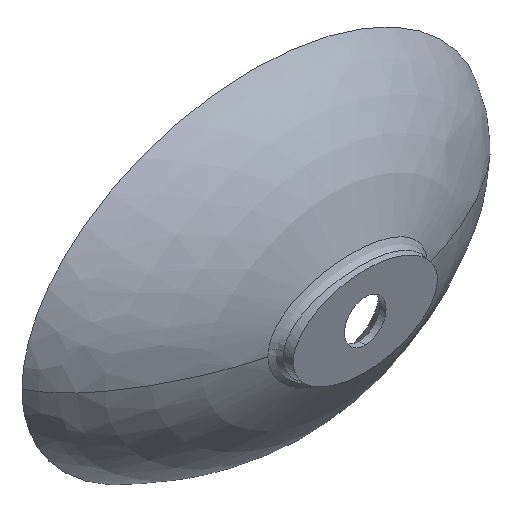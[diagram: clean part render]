
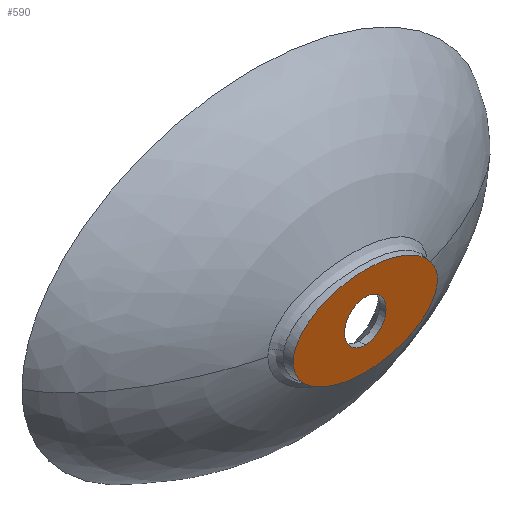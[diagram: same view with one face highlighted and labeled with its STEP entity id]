
A CAD part, isometric view. The second image highlights one B-rep face of the part: STEP entity #590.
In plain terms, the highlighted planar face has unit normal (0, -1, 0).
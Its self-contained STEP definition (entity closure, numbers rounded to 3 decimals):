
#168 = CARTESIAN_POINT ( 'NONE',  ( -70.393, -122., 20.957 ) ) ;
#215 = CARTESIAN_POINT ( 'NONE',  ( -78.075, -122., 0. ) ) ;
#281 = ORIENTED_EDGE ( 'NONE', *, *, #8655, .F. ) ;
#362 = VERTEX_POINT ( 'NONE', #6391 ) ;
#446 = CIRCLE ( 'NONE', #3118, 22.5 ) ;
#476 = CARTESIAN_POINT ( 'NONE',  ( -74.219, -122., -15.184 ) ) ;
#563 = CARTESIAN_POINT ( 'NONE',  ( 70.393, -122., -20.957 ) ) ;
#577 = DIRECTION ( 'NONE',  ( 0., 0., 1. ) ) ;
#590 = ADVANCED_FACE ( 'NONE', ( #1534, #1440 ), #7088, .F. ) ;
#652 = CARTESIAN_POINT ( 'NONE',  ( -78.075, -122., 0. ) ) ;
#806 = CARTESIAN_POINT ( 'NONE',  ( -77.593, -122., 6.142 ) ) ;
#851 = CARTESIAN_POINT ( 'NONE',  ( -74.219, -122., 15.184 ) ) ;
#898 = CARTESIAN_POINT ( 'NONE',  ( 20.625, -122., 46.792 ) ) ;
#967 = B_SPLINE_CURVE_WITH_KNOTS ( 'NONE', 3,
 ( #652, #3990, #1213, #5609, #476, #5471, #8308, #2000, #3301, #1958, #2784, #6260, #4776, #7522, #8397, #8446, #4868, #2044, #6998, #7614, #7703, #4173, #3481, #1259, #563, #6307, #9050, #3389, #2091, #2691 ),
 .UNSPECIFIED., .F., .F.,
 ( 4, 2, 2, 2, 2, 2, 2, 2, 2, 2, 2, 2, 2, 2, 4 ),
 ( 0., 0.013, 0.025, 0.038, 0.05, 0.063, 0.075, 0.101, 0.126, 0.138, 0.151, 0.163, 0.176, 0.189, 0.201 ),
 .UNSPECIFIED. ) ;
#1058 = ORIENTED_EDGE ( 'NONE', *, *, #5514, .T. ) ;
#1147 = EDGE_LOOP ( 'NONE', ( #2442, #281 ) ) ;
#1213 = CARTESIAN_POINT ( 'NONE',  ( -77.593, -122., -6.142 ) ) ;
#1259 = CARTESIAN_POINT ( 'NONE',  ( 68.012, -122., -23.745 ) ) ;
#1338 = AXIS2_PLACEMENT_3D ( 'NONE', #2927, #7838, #2085 ) ;
#1440 = FACE_BOUND ( 'NONE', #1147, .T. ) ;
#1534 = FACE_OUTER_BOUND ( 'NONE', #5227, .T. ) ;
#1550 = CARTESIAN_POINT ( 'NONE',  ( 62.393, -122., 29.001 ) ) ;
#1921 = CARTESIAN_POINT ( 'NONE',  ( 77.593, -122., 6.142 ) ) ;
#1958 = CARTESIAN_POINT ( 'NONE',  ( -51.942, -122., -35.977 ) ) ;
#2000 = CARTESIAN_POINT ( 'NONE',  ( -62.393, -122., -29.001 ) ) ;
#2044 = CARTESIAN_POINT ( 'NONE',  ( 34.886, -122., -43.1 ) ) ;
#2085 = DIRECTION ( 'NONE',  ( 0., 0., 1. ) ) ;
#2091 = CARTESIAN_POINT ( 'NONE',  ( 78.075, -122., -3.071 ) ) ;
#2159 = CARTESIAN_POINT ( 'NONE',  ( 0., -122., 0. ) ) ;
#2199 = CARTESIAN_POINT ( 'NONE',  ( 70.393, -122., 20.957 ) ) ;
#2229 = ORIENTED_EDGE ( 'NONE', *, *, #5808, .T. ) ;
#2247 = CARTESIAN_POINT ( 'NONE',  ( -62.393, -122., 29.001 ) ) ;
#2293 = CARTESIAN_POINT ( 'NONE',  ( -68.012, -122., 23.745 ) ) ;
#2442 = ORIENTED_EDGE ( 'NONE', *, *, #4157, .F. ) ;
#2580 = VERTEX_POINT ( 'NONE', #7624 ) ;
#2691 = CARTESIAN_POINT ( 'NONE',  ( 78.075, -122., 0. ) ) ;
#2784 = CARTESIAN_POINT ( 'NONE',  ( -47.968, -122., -38.017 ) ) ;
#2852 = DIRECTION ( 'NONE',  ( 0., 0., 1. ) ) ;
#2927 = CARTESIAN_POINT ( 'NONE',  ( 0., -122., 0. ) ) ;
#2991 = CARTESIAN_POINT ( 'NONE',  ( -75.665, -122., 12.199 ) ) ;
#3035 = CARTESIAN_POINT ( 'NONE',  ( 10.315, -122., 48.075 ) ) ;
#3118 = AXIS2_PLACEMENT_3D ( 'NONE', #2159, #6371, #2852 ) ;
#3301 = CARTESIAN_POINT ( 'NONE',  ( -59.155, -122., -31.469 ) ) ;
#3389 = CARTESIAN_POINT ( 'NONE',  ( 77.593, -122., -6.142 ) ) ;
#3481 = CARTESIAN_POINT ( 'NONE',  ( 62.393, -122., -29.001 ) ) ;
#3537 = CARTESIAN_POINT ( 'NONE',  ( -39.44, -122., 41.578 ) ) ;
#3874 = VERTEX_POINT ( 'NONE', #9066 ) ;
#3922 = VERTEX_POINT ( 'NONE', #4745 ) ;
#3990 = CARTESIAN_POINT ( 'NONE',  ( -78.075, -122., -3.071 ) ) ;
#4157 = EDGE_CURVE ( 'NONE', #2580, #3922, #6068, .T. ) ;
#4173 = CARTESIAN_POINT ( 'NONE',  ( 59.155, -122., -31.469 ) ) ;
#4324 = CARTESIAN_POINT ( 'NONE',  ( -10.315, -122., 48.075 ) ) ;
#4745 = CARTESIAN_POINT ( 'NONE',  ( 0., -122., -22.5 ) ) ;
#4776 = CARTESIAN_POINT ( 'NONE',  ( -34.886, -122., -43.1 ) ) ;
#4868 = CARTESIAN_POINT ( 'NONE',  ( 20.625, -122., -46.792 ) ) ;
#4972 = CARTESIAN_POINT ( 'NONE',  ( 75.665, -122., 12.199 ) ) ;
#5064 = CARTESIAN_POINT ( 'NONE',  ( 59.155, -122., 31.469 ) ) ;
#5111 = CARTESIAN_POINT ( 'NONE',  ( -20.625, -122., 46.792 ) ) ;
#5158 = CARTESIAN_POINT ( 'NONE',  ( -51.942, -122., 35.977 ) ) ;
#5227 = EDGE_LOOP ( 'NONE', ( #2229, #1058 ) ) ;
#5435 = CARTESIAN_POINT ( 'NONE',  ( 78.075, -122., 0. ) ) ;
#5471 = CARTESIAN_POINT ( 'NONE',  ( -70.393, -122., -20.957 ) ) ;
#5514 = EDGE_CURVE ( 'NONE', #3874, #362, #6701, .T. ) ;
#5609 = CARTESIAN_POINT ( 'NONE',  ( -75.665, -122., -12.199 ) ) ;
#5765 = CARTESIAN_POINT ( 'NONE',  ( -78.075, -122., 3.071 ) ) ;
#5808 = EDGE_CURVE ( 'NONE', #362, #3874, #967, .T. ) ;
#5811 = CARTESIAN_POINT ( 'NONE',  ( 39.44, -122., 41.578 ) ) ;
#6068 = CIRCLE ( 'NONE', #6806, 22.5 ) ;
#6260 = CARTESIAN_POINT ( 'NONE',  ( -39.44, -122., -41.578 ) ) ;
#6307 = CARTESIAN_POINT ( 'NONE',  ( 74.219, -122., -15.184 ) ) ;
#6371 = DIRECTION ( 'NONE',  ( 0., -1., 0. ) ) ;
#6391 = CARTESIAN_POINT ( 'NONE',  ( -78.075, -122., 0. ) ) ;
#6505 = CARTESIAN_POINT ( 'NONE',  ( -47.968, -122., 38.017 ) ) ;
#6701 = B_SPLINE_CURVE_WITH_KNOTS ( 'NONE', 3,
 ( #5435, #8272, #1921, #4972, #8695, #2199, #7997, #1550, #5064, #7248, #8602, #5811, #8507, #898, #3035, #4324, #5111, #7809, #3537, #6505, #5158, #8649, #2247, #2293, #168, #851, #2991, #806, #5765, #215 ),
 .UNSPECIFIED., .F., .F.,
 ( 4, 2, 2, 2, 2, 2, 2, 2, 2, 2, 2, 2, 2, 2, 4 ),
 ( 0.201, 0.214, 0.226, 0.239, 0.251, 0.264, 0.276, 0.302, 0.327, 0.339, 0.352, 0.364, 0.377, 0.39, 0.402 ),
 .UNSPECIFIED. ) ;
#6779 = CARTESIAN_POINT ( 'NONE',  ( 0., -122., 0. ) ) ;
#6806 = AXIS2_PLACEMENT_3D ( 'NONE', #6779, #8971, #577 ) ;
#6998 = CARTESIAN_POINT ( 'NONE',  ( 39.44, -122., -41.578 ) ) ;
#7088 = PLANE ( 'NONE',  #1338 ) ;
#7248 = CARTESIAN_POINT ( 'NONE',  ( 51.942, -122., 35.977 ) ) ;
#7522 = CARTESIAN_POINT ( 'NONE',  ( -20.625, -122., -46.792 ) ) ;
#7614 = CARTESIAN_POINT ( 'NONE',  ( 47.968, -122., -38.017 ) ) ;
#7624 = CARTESIAN_POINT ( 'NONE',  ( 0., -122., 22.5 ) ) ;
#7703 = CARTESIAN_POINT ( 'NONE',  ( 51.942, -122., -35.977 ) ) ;
#7809 = CARTESIAN_POINT ( 'NONE',  ( -34.886, -122., 43.1 ) ) ;
#7838 = DIRECTION ( 'NONE',  ( 0., 1., 0. ) ) ;
#7997 = CARTESIAN_POINT ( 'NONE',  ( 68.012, -122., 23.745 ) ) ;
#8272 = CARTESIAN_POINT ( 'NONE',  ( 78.075, -122., 3.071 ) ) ;
#8308 = CARTESIAN_POINT ( 'NONE',  ( -68.012, -122., -23.745 ) ) ;
#8397 = CARTESIAN_POINT ( 'NONE',  ( -10.315, -122., -48.075 ) ) ;
#8446 = CARTESIAN_POINT ( 'NONE',  ( 10.315, -122., -48.075 ) ) ;
#8507 = CARTESIAN_POINT ( 'NONE',  ( 34.886, -122., 43.1 ) ) ;
#8602 = CARTESIAN_POINT ( 'NONE',  ( 47.968, -122., 38.017 ) ) ;
#8649 = CARTESIAN_POINT ( 'NONE',  ( -59.155, -122., 31.469 ) ) ;
#8655 = EDGE_CURVE ( 'NONE', #3922, #2580, #446, .T. ) ;
#8695 = CARTESIAN_POINT ( 'NONE',  ( 74.219, -122., 15.184 ) ) ;
#8971 = DIRECTION ( 'NONE',  ( 0., -1., 0. ) ) ;
#9050 = CARTESIAN_POINT ( 'NONE',  ( 75.665, -122., -12.199 ) ) ;
#9066 = CARTESIAN_POINT ( 'NONE',  ( 78.075, -122., 0. ) ) ;
